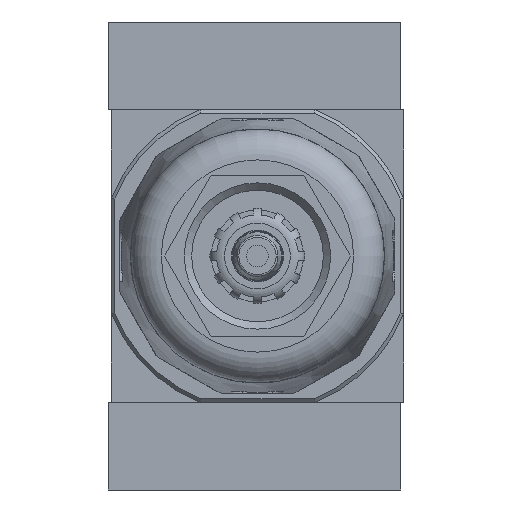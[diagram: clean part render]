
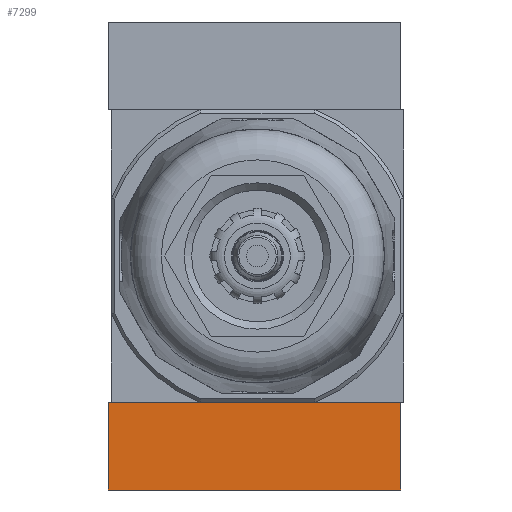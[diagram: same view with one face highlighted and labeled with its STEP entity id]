
A CAD part, front view. The second image highlights one B-rep face of the part: STEP entity #7299.
In plain terms, the highlighted face is planar.
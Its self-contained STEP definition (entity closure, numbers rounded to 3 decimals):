
#396=LINE('',#11362,#806);
#401=LINE('',#11376,#811);
#403=LINE('',#11380,#813);
#404=LINE('',#11381,#814);
#806=VECTOR('',#8990,1000.);
#811=VECTOR('',#9003,1000.);
#813=VECTOR('',#9007,1000.);
#814=VECTOR('',#9008,1000.);
#1107=PLANE('',#7823);
#2199=ORIENTED_EDGE('',*,*,#3493,.T.);
#2200=ORIENTED_EDGE('',*,*,#3484,.F.);
#2201=ORIENTED_EDGE('',*,*,#3494,.F.);
#2202=ORIENTED_EDGE('',*,*,#3491,.T.);
#3484=EDGE_CURVE('',#4205,#4202,#396,.T.);
#3491=EDGE_CURVE('',#4211,#4210,#401,.T.);
#3493=EDGE_CURVE('',#4210,#4202,#403,.T.);
#3494=EDGE_CURVE('',#4211,#4205,#404,.T.);
#4202=VERTEX_POINT('',#11356);
#4205=VERTEX_POINT('',#11361);
#4210=VERTEX_POINT('',#11375);
#4211=VERTEX_POINT('',#11377);
#5036=EDGE_LOOP('',(#2199,#2200,#2201,#2202));
#5548=FACE_BOUND('',#5036,.T.);
#7299=ADVANCED_FACE('',(#5548),#1107,.F.);
#7823=AXIS2_PLACEMENT_3D('',#11379,#9005,#9006);
#8990=DIRECTION('',(0.,0.,-1.));
#9003=DIRECTION('',(0.,0.,-1.));
#9005=DIRECTION('',(0.,-1.,0.));
#9006=DIRECTION('',(0.,0.,-1.));
#9007=DIRECTION('',(-1.,0.,0.));
#9008=DIRECTION('',(-1.,0.,0.));
#11356=CARTESIAN_POINT('',(-20.,10.,-6.));
#11361=CARTESIAN_POINT('',(-20.,10.,6.));
#11362=CARTESIAN_POINT('',(-20.,10.,6.));
#11375=CARTESIAN_POINT('',(20.,10.,-6.));
#11376=CARTESIAN_POINT('',(20.,10.,6.));
#11377=CARTESIAN_POINT('',(20.,10.,6.));
#11379=CARTESIAN_POINT('',(20.,10.,6.));
#11380=CARTESIAN_POINT('',(20.,10.,-6.));
#11381=CARTESIAN_POINT('',(20.,10.,6.));
